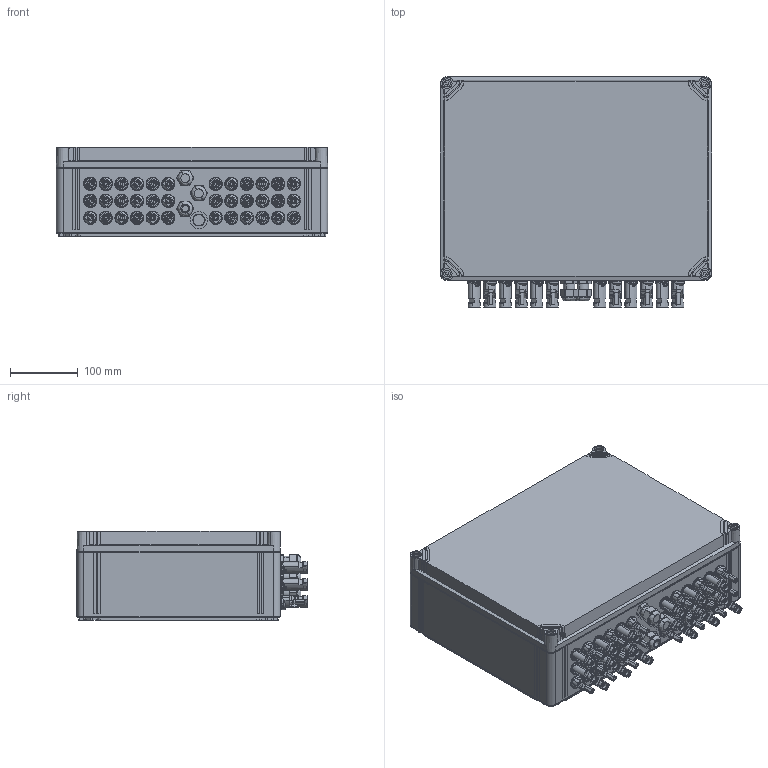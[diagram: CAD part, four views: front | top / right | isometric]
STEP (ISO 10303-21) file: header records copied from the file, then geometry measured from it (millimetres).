
FILE_DESCRIPTION(('CATIA V5 STEP Exchange','CAx-IF Rec.Pracs.--- Model Styling and Organization---1.5--- 2016-08-15','CAx-IF Rec.Pracs.---Supplemental Geometry---1.0---2011-11-01','CAx-IF Rec.Pracs.--- Composite Materials ---1.1---2010-07-15'),'2;1');
FILE_NAME ('D1649328_0', '2025-03-18T09:32:43+00:00', ('none'), ('Weidmueller'), 'CATIA Version 5-6 Release 2022 SP4 HF5', 'CATIA V5 STEP AP214 v3', 'none');
FILE_SCHEMA(('AUTOMOTIVE_DESIGN { 1 0 10303 214 1 1 1 1 }'));
Products named in the file (1): S3D_PVC_DC_2I_1O_6MPP_RD_WM4_11
Bounding box: 400 x 339.25 x 132 mm (x, y, z)
Volume: 15573414.6 mm3; surface area: 553860.5 mm2
Topology: 1 solids, 1 shells, 3781 faces, 11405 edges, 7849 vertices
Faces by surface type: plane 2097, cylinder 1140, cone 396, sphere 54, extrusion 48, revolution 36, bspline 6, torus 4
Entity records: 131763 total; most frequent: CARTESIAN_POINT 36314, ORIENTED_EDGE 22806, DIRECTION 13043, EDGE_CURVE 11403, VERTEX_POINT 7849, VECTOR 5416, LINE 5368, AXIS2_PLACEMENT_3D 5307
